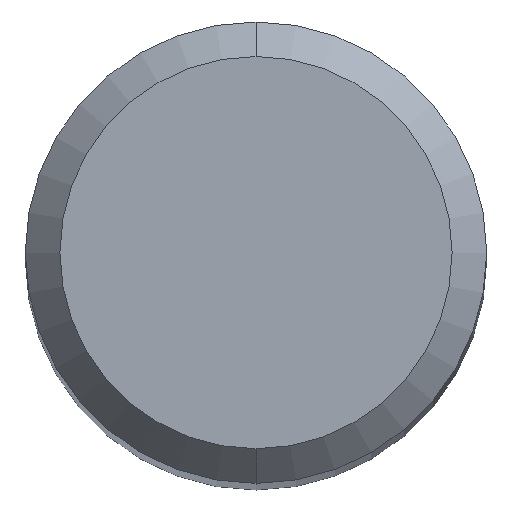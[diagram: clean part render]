
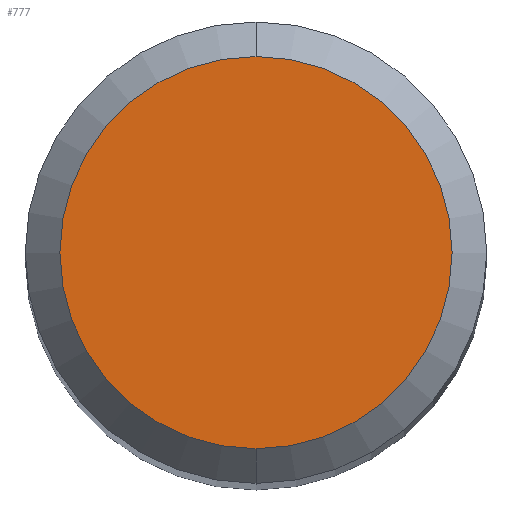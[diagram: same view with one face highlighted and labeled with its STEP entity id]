
A CAD part, top view. The second image highlights one B-rep face of the part: STEP entity #777.
In plain terms, the highlighted planar face has unit normal (0, 0, 1).
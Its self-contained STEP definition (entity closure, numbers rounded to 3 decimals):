
#459=VERTEX_POINT('',#1129);
#557=EDGE_CURVE('',#831,#459,#1239,.T.);
#777=ADVANCED_FACE('',(#1481),#1482,.T.);
#831=VERTEX_POINT('',#1539);
#885=EDGE_CURVE('',#459,#831,#1595,.T.);
#1129=CARTESIAN_POINT('',(0.0,1.7,0.0));
#1239=CIRCLE('',#2545,1.7);
#1481=FACE_OUTER_BOUND('',#3560,.T.);
#1482=PLANE('',#3561);
#1539=CARTESIAN_POINT('',(0.,-1.7,0.0));
#1595=CIRCLE('',#4083,1.7);
#2545=AXIS2_PLACEMENT_3D('',#4738,#4739,#4740);
#3560=EDGE_LOOP('',(#5007,#5008));
#3561=AXIS2_PLACEMENT_3D('',#5009,#5010,#5011);
#4083=AXIS2_PLACEMENT_3D('',#5073,#5074,#5075);
#4738=CARTESIAN_POINT('',(0.0,0.0,0.0));
#4739=DIRECTION('',(0.0,0.0,-1.0));
#4740=DIRECTION('',(0.0,1.0,0.0));
#5007=ORIENTED_EDGE('',*,*,#885,.F.);
#5008=ORIENTED_EDGE('',*,*,#557,.F.);
#5009=CARTESIAN_POINT('',(0.0,0.85,0.0));
#5010=DIRECTION('',(-0.0,0.0,1.0));
#5011=DIRECTION('',(0.0,-1.0,0.0));
#5073=CARTESIAN_POINT('',(0.0,0.0,0.0));
#5074=DIRECTION('',(0.0,0.0,-1.0));
#5075=DIRECTION('',(0.0,1.0,0.0));
